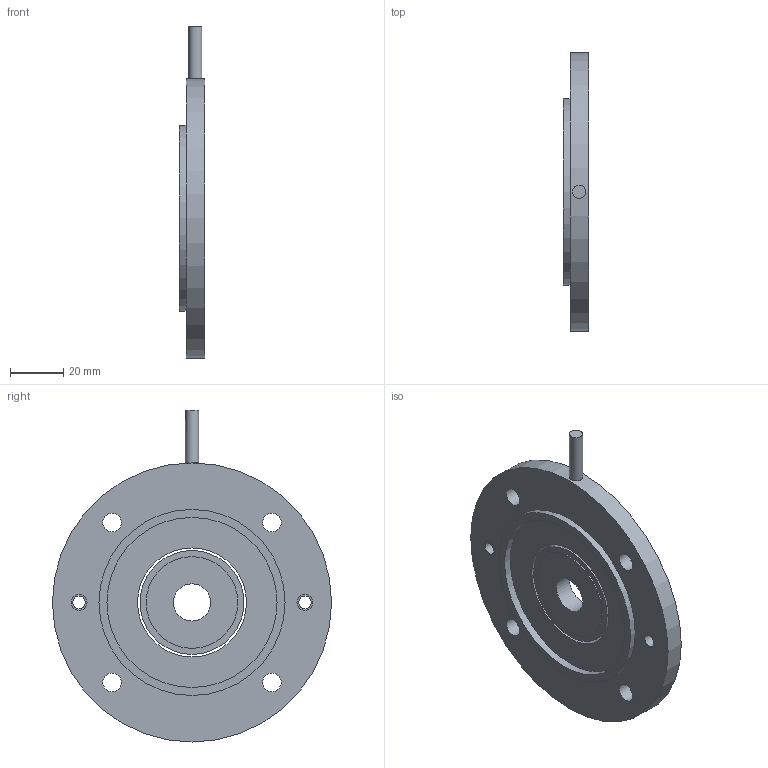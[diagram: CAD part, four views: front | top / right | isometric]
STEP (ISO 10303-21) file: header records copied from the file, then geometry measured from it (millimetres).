
FILE_DESCRIPTION(/* description */ (''),/* implementation_level */ '2;1');
FILE_NAME(/* name */ 'MIGN105739_001',/* time_stamp */ '2023-12-12T09:46:20+01:00',/* author */ (''),/* organization */ (''),/* preprocessor_version */ 'ST-DEVELOPER v16.5',/* originating_system */ 'HiCAD 2023 2802.0 Build 368',/* authorisation */ '');
FILE_SCHEMA (('AUTOMOTIVE_DESIGN { 1 0 10303 214 1 1 1 1 }'));
Length unit declared in the file: millimetre
Bounding box: 9.5 x 105 x 124.91 mm (x, y, z)
Volume: 55097.1 mm3; surface area: 26260.5 mm2
Topology: 6 solids, 6 shells, 41 faces, 71 edges, 48 vertices
Faces by surface type: cylinder 23, plane 18
Full cylindrical faces by diameter (mm): 4 x1, 4.773 x2, 5 x1, 6 x4, 7 x4, 14 x1, 34.5 x2, 38 x1, 39.1 x1, 41 x1, 60 x1, 64 x1, 70 x2, 105 x1
Entity records: 1416 total; most frequent: DIRECTION 174, CARTESIAN_POINT 133, PRESENTATION_STYLE_ASSIGNMENT 98, COLOUR_RGB 93, DRAUGHTING_PRE_DEFINED_CURVE_FONT 92, CURVE_STYLE 92, OVER_RIDING_STYLED_ITEM 92, ORIENTED_EDGE 92
